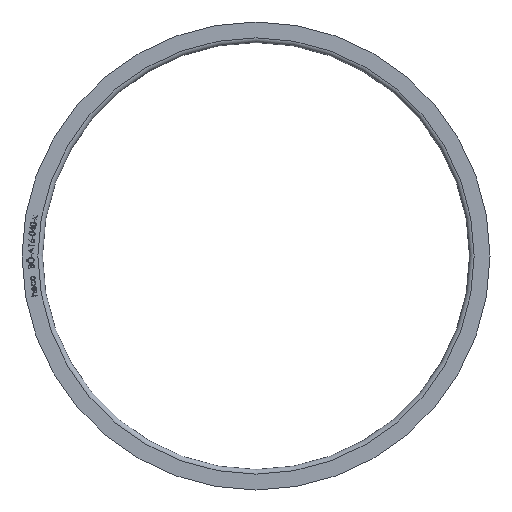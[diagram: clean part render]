
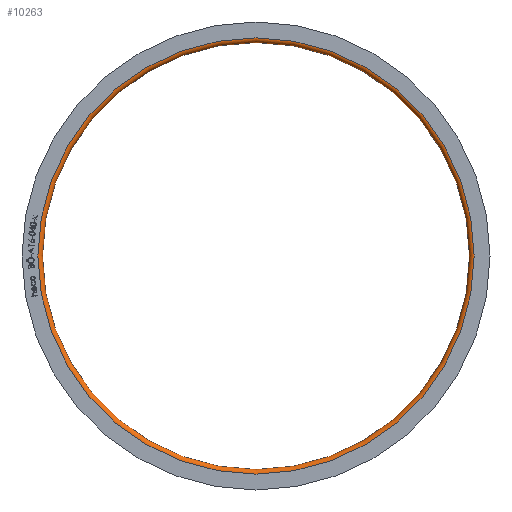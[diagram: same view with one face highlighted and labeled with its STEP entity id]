
A CAD part, left-side view. The second image highlights one B-rep face of the part: STEP entity #10263.
In plain terms, the highlighted toroidal (fillet/blend) face has major radius 515 mm and minor radius 11 mm.
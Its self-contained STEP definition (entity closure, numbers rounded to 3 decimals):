
#684 = FACE_OUTER_BOUND ( 'NONE', #9940, .T. ) ;
#723 = DIRECTION ( 'NONE',  ( 0., 0., 1. ) ) ;
#1119 = EDGE_LOOP ( 'NONE', ( #6759 ) ) ;
#1774 = DIRECTION ( 'NONE',  ( -1., 0., 0. ) ) ;
#2005 = CIRCLE ( 'NONE', #13819, 504. ) ;
#2068 = VERTEX_POINT ( 'NONE', #6232 ) ;
#2178 = DIRECTION ( 'NONE',  ( -1., 0., 0. ) ) ;
#5860 = DIRECTION ( 'NONE',  ( -1., 0., 0. ) ) ;
#6232 = CARTESIAN_POINT ( 'NONE',  ( 0., 0., 515. ) ) ;
#6420 = DIRECTION ( 'NONE',  ( 0., 0., 1. ) ) ;
#6501 = ORIENTED_EDGE ( 'NONE', *, *, #8703, .F. ) ;
#6759 = ORIENTED_EDGE ( 'NONE', *, *, #13447, .T. ) ;
#6954 = CARTESIAN_POINT ( 'NONE',  ( 0., 0., 0. ) ) ;
#7983 = DIRECTION ( 'NONE',  ( 0., 0., 1. ) ) ;
#8158 = CIRCLE ( 'NONE', #8382, 515. ) ;
#8382 = AXIS2_PLACEMENT_3D ( 'NONE', #6954, #1774, #723 ) ;
#8490 = CARTESIAN_POINT ( 'NONE',  ( 11., 0., 504. ) ) ;
#8647 = AXIS2_PLACEMENT_3D ( 'NONE', #9070, #5860, #7983 ) ;
#8703 = EDGE_CURVE ( 'NONE', #9471, #9471, #2005, .T. ) ;
#9070 = CARTESIAN_POINT ( 'NONE',  ( 11., 0., 0. ) ) ;
#9471 = VERTEX_POINT ( 'NONE', #8490 ) ;
#9940 = EDGE_LOOP ( 'NONE', ( #6501 ) ) ;
#10263 = ADVANCED_FACE ( 'NONE', ( #684, #12379 ), #13560, .T. ) ;
#11743 = CARTESIAN_POINT ( 'NONE',  ( 11., 0., 0. ) ) ;
#12379 = FACE_OUTER_BOUND ( 'NONE', #1119, .T. ) ;
#13447 = EDGE_CURVE ( 'NONE', #2068, #2068, #8158, .T. ) ;
#13560 = TOROIDAL_SURFACE ( 'NONE', #8647, 515., 11. ) ;
#13819 = AXIS2_PLACEMENT_3D ( 'NONE', #11743, #2178, #6420 ) ;
